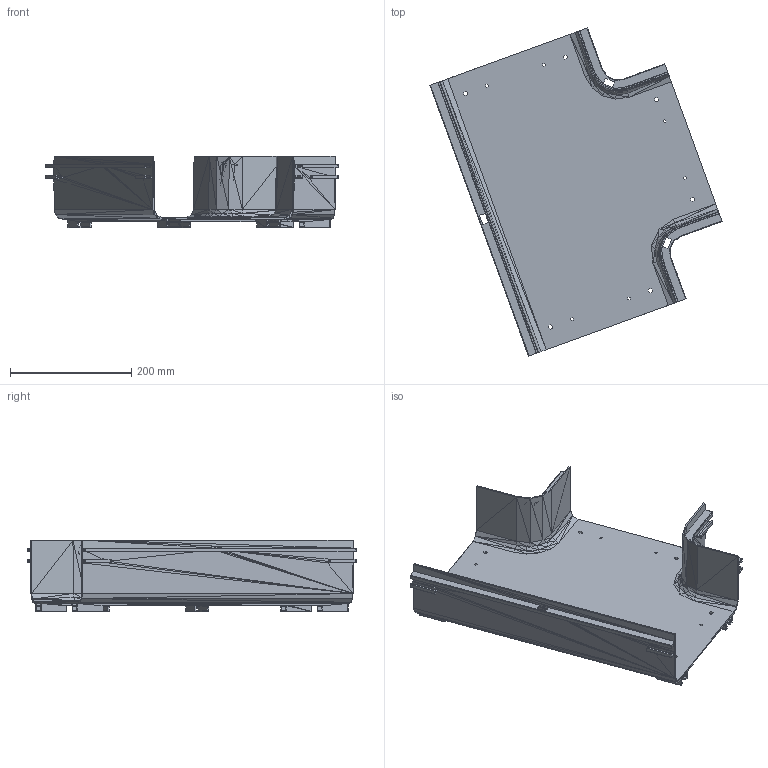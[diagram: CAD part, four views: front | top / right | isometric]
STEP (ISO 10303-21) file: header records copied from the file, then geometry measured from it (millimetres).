
FILE_DESCRIPTION(('FreeCAD Model'),'2;1');
FILE_NAME('Open CASCADE Shape Model','2022-12-01T12:46:05',('Author'),( ''),'Open CASCADE STEP processor 7.6','FreeCAD','Unknown');
FILE_SCHEMA(('AUTOMOTIVE_DESIGN { 1 0 10303 214 1 1 1 1 }'));
Products named in the file (1): DS_240_31620_T_________________________________________________________
_______________________________240mm____________________________________
________001001 (Solid)
Bounding box: 482.56 x 542.03 x 118.91 mm (x, y, z)
Volume: 883383.8 mm3; surface area: 566343.9 mm2
Topology: 1 solids, 1 shells, 1598 faces, 2875 edges, 1296 vertices
Faces by surface type: plane 1598
Entity records: 73000 total; most frequent: DIRECTION 11823, CARTESIAN_POINT 11520, LINE 8625, VECTOR 8625, ORIENTED_EDGE 5750, PCURVE 5750, DEFINITIONAL_REPRESENTATION 5750, EDGE_CURVE 2875
